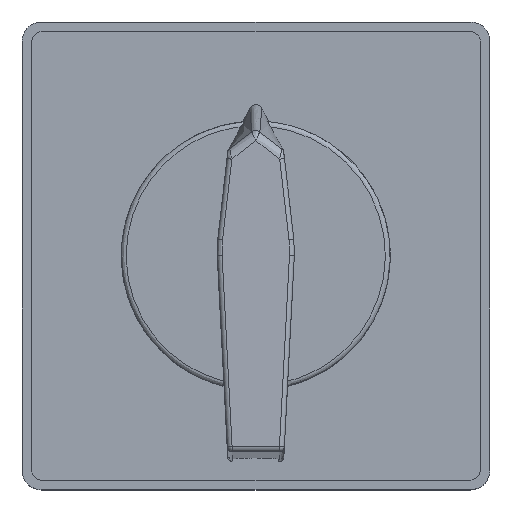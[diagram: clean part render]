
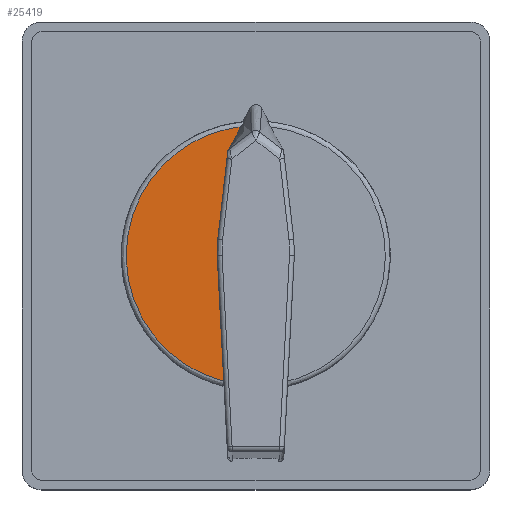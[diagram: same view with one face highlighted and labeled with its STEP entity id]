
A CAD part, top view. The second image highlights one B-rep face of the part: STEP entity #25419.
In plain terms, the highlighted planar face has unit normal (0, 0, 1).
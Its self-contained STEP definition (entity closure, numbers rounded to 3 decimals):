
#25077=CARTESIAN_POINT('',(22.883,13.512,93.841));
#25078=VERTEX_POINT('',#25077);
#25128=CARTESIAN_POINT('',(24.668,39.615,93.841));
#25129=VERTEX_POINT('',#25128);
#25130=CARTESIAN_POINT('',(22.883,13.512,93.841));
#25131=CARTESIAN_POINT('',(22.358,13.645,93.841));
#25132=CARTESIAN_POINT('',(21.813,13.818,93.841));
#25133=CARTESIAN_POINT('',(21.255,14.04,93.841));
#25134=CARTESIAN_POINT('',(20.698,14.262,93.841));
#25135=CARTESIAN_POINT('',(20.127,14.532,93.841));
#25136=CARTESIAN_POINT('',(19.554,14.861,93.841));
#25137=CARTESIAN_POINT('',(18.98,15.189,93.841));
#25138=CARTESIAN_POINT('',(18.404,15.577,93.841));
#25139=CARTESIAN_POINT('',(17.84,16.03,93.841));
#25140=CARTESIAN_POINT('',(17.276,16.483,93.841));
#25141=CARTESIAN_POINT('',(16.724,17.002,93.841));
#25142=CARTESIAN_POINT('',(16.204,17.589,93.841));
#25143=CARTESIAN_POINT('',(15.685,18.176,93.841));
#25144=CARTESIAN_POINT('',(15.198,18.832,93.841));
#25145=CARTESIAN_POINT('',(14.766,19.551,93.841));
#25146=CARTESIAN_POINT('',(14.334,20.271,93.841));
#25147=CARTESIAN_POINT('',(13.957,21.053,93.841));
#25148=CARTESIAN_POINT('',(13.658,21.884,93.841));
#25149=CARTESIAN_POINT('',(13.358,22.715,93.841));
#25150=CARTESIAN_POINT('',(13.135,23.594,93.841));
#25151=CARTESIAN_POINT('',(13.004,24.497,93.841));
#25152=CARTESIAN_POINT('',(12.874,25.401,93.841));
#25153=CARTESIAN_POINT('',(12.836,26.328,93.841));
#25154=CARTESIAN_POINT('',(12.895,27.25,93.841));
#25155=CARTESIAN_POINT('',(12.954,28.172,93.841));
#25156=CARTESIAN_POINT('',(13.11,29.087,93.841));
#25157=CARTESIAN_POINT('',(13.355,29.969,93.841));
#25158=CARTESIAN_POINT('',(13.601,30.85,93.841));
#25159=CARTESIAN_POINT('',(13.935,31.696,93.841));
#25160=CARTESIAN_POINT('',(14.341,32.485,93.841));
#25161=CARTESIAN_POINT('',(14.747,33.274,93.841));
#25162=CARTESIAN_POINT('',(15.224,34.005,93.841));
#25163=CARTESIAN_POINT('',(15.748,34.666,93.841));
#25164=CARTESIAN_POINT('',(16.273,35.327,93.841));
#25165=CARTESIAN_POINT('',(16.845,35.918,93.841));
#25166=CARTESIAN_POINT('',(17.441,36.437,93.841));
#25167=CARTESIAN_POINT('',(18.037,36.955,93.841));
#25168=CARTESIAN_POINT('',(18.657,37.401,93.841));
#25169=CARTESIAN_POINT('',(19.282,37.778,93.841));
#25170=CARTESIAN_POINT('',(19.906,38.156,93.841));
#25171=CARTESIAN_POINT('',(20.534,38.466,93.841));
#25172=CARTESIAN_POINT('',(21.152,38.718,93.841));
#25173=CARTESIAN_POINT('',(21.77,38.969,93.841));
#25174=CARTESIAN_POINT('',(22.378,39.163,93.841));
#25175=CARTESIAN_POINT('',(22.966,39.309,93.841));
#25176=CARTESIAN_POINT('',(23.555,39.454,93.841));
#25177=CARTESIAN_POINT('',(24.123,39.553,93.841));
#25178=CARTESIAN_POINT('',(24.668,39.615,93.841));
#25179=B_SPLINE_CURVE_WITH_KNOTS('',3,(#25130,#25131,#25132,#25133,#25134,#25135,#25136,#25137,#25138,#25139,#25140,#25141,#25142,#25143,#25144,#25145,#25146,#25147,#25148,#25149,#25150,#25151,#25152,#25153,#25154,#25155,
#25156,#25157,#25158,#25159,#25160,#25161,#25162,#25163,#25164,#25165,#25166,#25167,#25168,#25169,#25170,#25171,#25172,#25173,#25174,#25175,#25176,#25177,#25178),.UNSPECIFIED.,.F.,.F.,(4,3,3,3,3,3,3,3,3,3,3,3,3,3,3,3,4),(0.,0.174,0.347,0.521,0.695,0.868,1.042,1.216,1.39,1.563,1.737,1.911,2.084,2.258,2.432,2.605,2.779),.UNSPECIFIED.);
#25180=EDGE_CURVE('NONE',#25078,#25129,#25179,.T.);
#25368=CARTESIAN_POINT('',(18.768,26.563,93.841));
#25369=DIRECTION('',(-0.,0.,1.));
#25370=DIRECTION('',(-0.412,-0.911,0.));
#25371=AXIS2_PLACEMENT_3D('',#25368,#25369,#25370);
#25372=PLANE('',#25371);
#25373=CARTESIAN_POINT('',(22.263,28.03,93.841));
#25374=VERTEX_POINT('',#25373);
#25375=CARTESIAN_POINT('',(23.306,37.1,93.841));
#25376=VERTEX_POINT('',#25375);
#25377=CARTESIAN_POINT('',(22.263,28.03,93.841));
#25378=CARTESIAN_POINT('',(22.611,31.053,93.841));
#25379=CARTESIAN_POINT('',(22.958,34.077,93.841));
#25380=CARTESIAN_POINT('',(23.306,37.1,93.841));
#25381=B_SPLINE_CURVE_WITH_KNOTS('',3,(#25377,#25378,#25379,#25380),.UNSPECIFIED.,.F.,.F.,(4,4),(0.,1.),.UNSPECIFIED.);
#25382=EDGE_CURVE('NONE',#25374,#25376,#25381,.T.);
#25383=ORIENTED_EDGE('',*,*,#25382,.T.);
#25384=CARTESIAN_POINT('',(23.366,37.287,93.841));
#25385=VERTEX_POINT('',#25384);
#25386=CARTESIAN_POINT('',(23.366,37.287,93.841));
#25387=CARTESIAN_POINT('',(23.334,37.229,93.841));
#25388=CARTESIAN_POINT('',(23.314,37.165,93.841));
#25389=CARTESIAN_POINT('',(23.306,37.1,93.841));
#25390=B_SPLINE_CURVE_WITH_KNOTS('',3,(#25386,#25387,#25388,#25389),.UNSPECIFIED.,.F.,.F.,(4,4),(0.,1.),.UNSPECIFIED.);
#25391=EDGE_CURVE('NONE',#25385,#25376,#25390,.T.);
#25392=ORIENTED_EDGE('',*,*,#25391,.F.);
#25393=CARTESIAN_POINT('',(23.366,37.287,93.841));
#25394=CARTESIAN_POINT('',(23.8,38.063,93.841));
#25395=CARTESIAN_POINT('',(24.234,38.839,93.841));
#25396=CARTESIAN_POINT('',(24.668,39.615,93.841));
#25397=B_SPLINE_CURVE_WITH_KNOTS('',3,(#25393,#25394,#25395,#25396),.UNSPECIFIED.,.F.,.F.,(4,4),(0.,1.),.UNSPECIFIED.);
#25398=EDGE_CURVE('NONE',#25385,#25129,#25397,.T.);
#25399=ORIENTED_EDGE('',*,*,#25398,.T.);
#25400=ORIENTED_EDGE('',*,*,#25180,.F.);
#25401=CARTESIAN_POINT('',(22.211,26.365,93.841));
#25402=VERTEX_POINT('',#25401);
#25403=CARTESIAN_POINT('',(22.883,13.512,93.841));
#25404=CARTESIAN_POINT('',(22.659,17.796,93.841));
#25405=CARTESIAN_POINT('',(22.435,22.081,93.841));
#25406=CARTESIAN_POINT('',(22.211,26.365,93.841));
#25407=B_SPLINE_CURVE_WITH_KNOTS('',3,(#25403,#25404,#25405,#25406),.UNSPECIFIED.,.F.,.F.,(4,4),(0.,1.),.UNSPECIFIED.);
#25408=EDGE_CURVE('NONE',#25078,#25402,#25407,.T.);
#25409=ORIENTED_EDGE('',*,*,#25408,.T.);
#25410=CARTESIAN_POINT('',(22.211,26.365,93.841));
#25411=CARTESIAN_POINT('',(22.182,26.921,93.841));
#25412=CARTESIAN_POINT('',(22.199,27.476,93.841));
#25413=CARTESIAN_POINT('',(22.263,28.03,93.841));
#25414=B_SPLINE_CURVE_WITH_KNOTS('',3,(#25410,#25411,#25412,#25413),.UNSPECIFIED.,.F.,.F.,(4,4),(0.,0.167),.UNSPECIFIED.);
#25415=EDGE_CURVE('NONE',#25402,#25374,#25414,.T.);
#25416=ORIENTED_EDGE('',*,*,#25415,.T.);
#25417=EDGE_LOOP('',(#25383,#25392,#25399,#25400,#25409,#25416));
#25418=FACE_BOUND('',#25417,.T.);
#25419=ADVANCED_FACE('NONE',(#25418),#25372,.T.);
